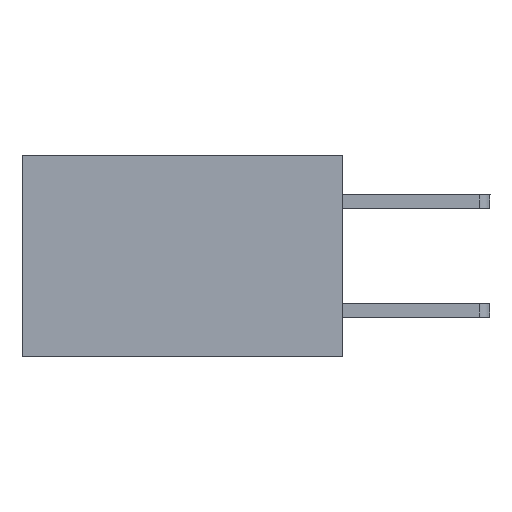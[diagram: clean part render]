
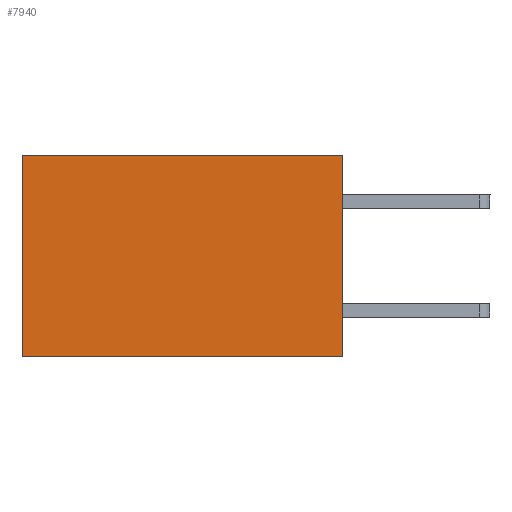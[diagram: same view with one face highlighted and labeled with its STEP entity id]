
A CAD part, left-side view. The second image highlights one B-rep face of the part: STEP entity #7940.
In plain terms, the highlighted planar face has unit normal (-1, 0, 0).
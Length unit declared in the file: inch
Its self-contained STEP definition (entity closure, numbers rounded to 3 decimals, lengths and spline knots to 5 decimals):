
#136 = CARTESIAN_POINT ( 'NONE',  ( 0.277, 0., -0.37 ) ) ;
#304 = ORIENTED_EDGE ( 'NONE', *, *, #9811, .F. ) ;
#556 = EDGE_LOOP ( 'NONE', ( #4974, #9345, #304, #11143 ) ) ;
#2485 = EDGE_CURVE ( 'NONE', #7334, #9317, #11434, .T. ) ;
#2814 = CARTESIAN_POINT ( 'NONE',  ( 0.277, 0., -0.37 ) ) ;
#2934 = DIRECTION ( 'NONE',  ( 0., 0., -1. ) ) ;
#3816 = EDGE_CURVE ( 'NONE', #9317, #7646, #11061, .T. ) ;
#4974 = ORIENTED_EDGE ( 'NONE', *, *, #3816, .T. ) ;
#5265 = VECTOR ( 'NONE', #9523, 39.37008 ) ;
#5422 = AXIS2_PLACEMENT_3D ( 'NONE', #136, #9769, #9808 ) ;
#5654 = VECTOR ( 'NONE', #11782, 39.37008 ) ;
#5713 = EDGE_CURVE ( 'NONE', #13615, #7646, #11861, .T. ) ;
#5749 = FACE_OUTER_BOUND ( 'NONE', #556, .T. ) ;
#6138 = CARTESIAN_POINT ( 'NONE',  ( 0.277, 0., -0.37 ) ) ;
#7196 = LINE ( 'NONE', #6138, #7529 ) ;
#7334 = VERTEX_POINT ( 'NONE', #13604 ) ;
#7529 = VECTOR ( 'NONE', #2934, 39.37008 ) ;
#7646 = VERTEX_POINT ( 'NONE', #12881 ) ;
#7940 = ADVANCED_FACE ( 'NONE', ( #5749 ), #10030, .F. ) ;
#8458 = CARTESIAN_POINT ( 'NONE',  ( 0.277, 0.59, -0.37 ) ) ;
#9281 = CARTESIAN_POINT ( 'NONE',  ( 0.277, 0., 0. ) ) ;
#9317 = VERTEX_POINT ( 'NONE', #10675 ) ;
#9345 = ORIENTED_EDGE ( 'NONE', *, *, #5713, .F. ) ;
#9523 = DIRECTION ( 'NONE',  ( 0., 0., -1. ) ) ;
#9769 = DIRECTION ( 'NONE',  ( 1., 0., 0. ) ) ;
#9808 = DIRECTION ( 'NONE',  ( 0., 0., -1. ) ) ;
#9811 = EDGE_CURVE ( 'NONE', #7334, #13615, #7196, .T. ) ;
#10030 = PLANE ( 'NONE',  #5422 ) ;
#10675 = CARTESIAN_POINT ( 'NONE',  ( 0.277, 0.59, 0. ) ) ;
#10813 = CARTESIAN_POINT ( 'NONE',  ( 0.277, 0., -0.37 ) ) ;
#11061 = LINE ( 'NONE', #8458, #5265 ) ;
#11143 = ORIENTED_EDGE ( 'NONE', *, *, #2485, .T. ) ;
#11434 = LINE ( 'NONE', #9281, #5654 ) ;
#11782 = DIRECTION ( 'NONE',  ( 0., 1., 0. ) ) ;
#11861 = LINE ( 'NONE', #2814, #14101 ) ;
#12881 = CARTESIAN_POINT ( 'NONE',  ( 0.277, 0.59, -0.37 ) ) ;
#13604 = CARTESIAN_POINT ( 'NONE',  ( 0.277, 0., 0. ) ) ;
#13615 = VERTEX_POINT ( 'NONE', #10813 ) ;
#13993 = DIRECTION ( 'NONE',  ( 0., 1., 0. ) ) ;
#14101 = VECTOR ( 'NONE', #13993, 39.37008 ) ;
